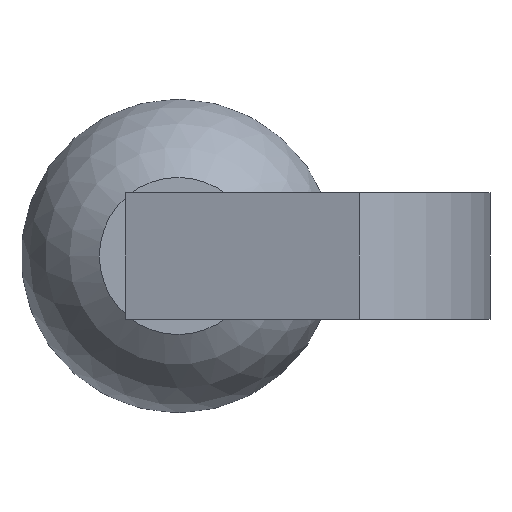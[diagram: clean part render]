
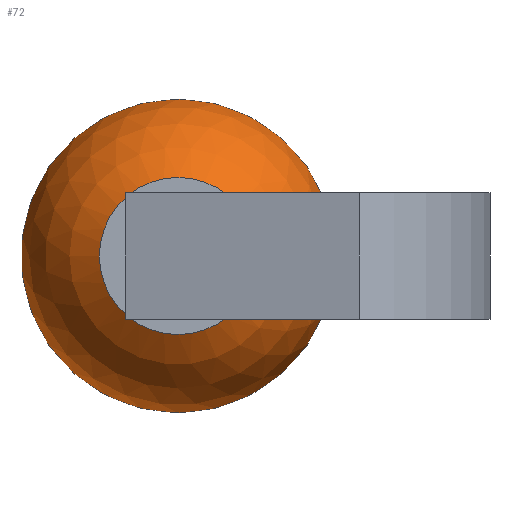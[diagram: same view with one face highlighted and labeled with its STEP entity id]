
A CAD part, left-side view. The second image highlights one B-rep face of the part: STEP entity #72.
In plain terms, the highlighted spherical face has radius 15 mm.
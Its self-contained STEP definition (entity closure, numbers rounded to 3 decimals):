
#72 = ADVANCED_FACE( '', ( #145, #146 ), #147, .T. );
#145 = FACE_BOUND( '', #212, .T. );
#146 = FACE_OUTER_BOUND( '', #213, .T. );
#147 = SPHERICAL_SURFACE( '', #214, 15. );
#212 = VERTEX_LOOP( '', #355 );
#213 = EDGE_LOOP( '', ( #356 ) );
#214 = AXIS2_PLACEMENT_3D( '', #357, #358, #359 );
#355 = VERTEX_POINT( '', #437 );
#356 = ORIENTED_EDGE( '', *, *, #434, .F. );
#357 = CARTESIAN_POINT( '', ( 123., 6.5, 0. ) );
#358 = DIRECTION( '', ( -1., 0., 0. ) );
#359 = DIRECTION( '', ( 0., -1., 0. ) );
#434 = EDGE_CURVE( '', #523, #523, #524, .T. );
#437 = CARTESIAN_POINT( '', ( 138., 6.5, 0. ) );
#523 = VERTEX_POINT( '', #637 );
#524 = CIRCLE( '', #638, 7.483 );
#637 = CARTESIAN_POINT( '', ( 110., -0.983, 0. ) );
#638 = AXIS2_PLACEMENT_3D( '', #716, #717, #718 );
#716 = CARTESIAN_POINT( '', ( 110., 6.5, 0. ) );
#717 = DIRECTION( '', ( -1., 0., 0. ) );
#718 = DIRECTION( '', ( 0., -1., 0. ) );
